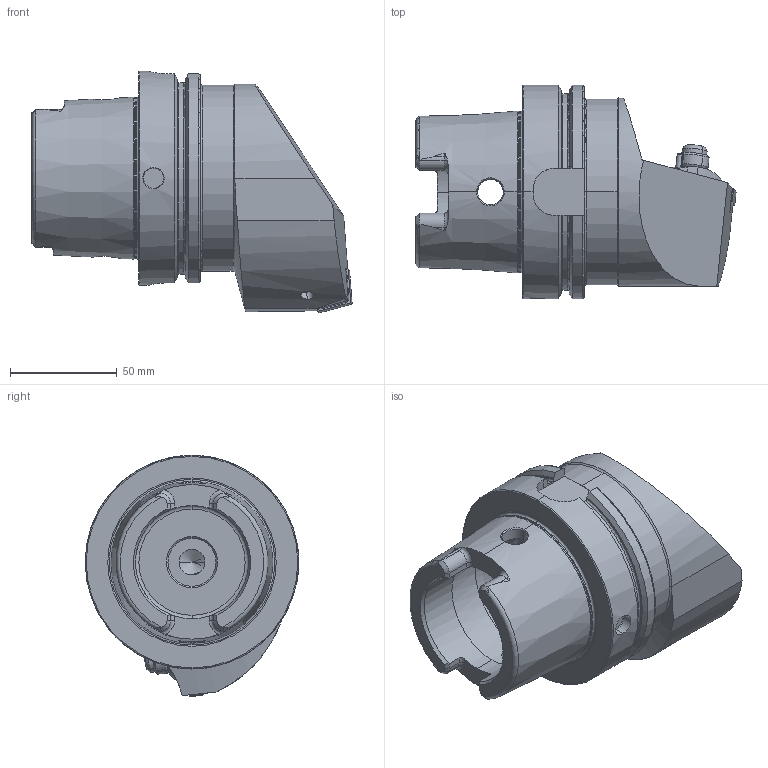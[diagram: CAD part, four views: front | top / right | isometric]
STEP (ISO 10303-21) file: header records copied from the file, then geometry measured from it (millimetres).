
FILE_DESCRIPTION (( 'STEP AP214' ), '1' );
FILE_NAME ('HA0.KCE.RBA.100.STEP', '2022-11-23T14:23:12', ( '' ), ( '' ), 'SwSTEP 2.0', 'SolidWorks 2017', '' );
FILE_SCHEMA (( 'AUTOMOTIVE_DESIGN' ));
Length unit declared in the file: millimetre
Products named in the file (11): WCC-ER5.103.012_A; HA0.KCE.RBA.100; CNMG160604; WCE-ER2.001.012_A; WCC-ER4.103.032_B; WCE-ER2.101.004_A; KVT_MB_600_060; ISO 13337 - 3 x 12_PreviewCfg; HA0-KCE.RBA.100_A_Fertigbearbeitung; WCC-ER3.102.024_C; WCC-ER5.102.005_A
Assembly tree (10 placements, depth 2):
  HA0.KCE.RBA.100
    HA0-KCE.RBA.100_A_Fertigbearbeitung
    KVT_MB_600_060
    WCC-ER5.102.005_A
    WCC-ER5.103.012_A
    WCC-ER4.103.032_B
    WCC-ER3.102.024_C
    ISO 13337 - 3 x 12_PreviewCfg
    WCE-ER2.101.004_A
    WCE-ER2.001.012_A
    CNMG160604
Bounding box: 149.85 x 100 x 112.95 mm (x, y, z)
Volume: 536615.5 mm3; surface area: 74473.6 mm2
Topology: 11 solids, 11 shells, 467 faces, 1169 edges, 710 vertices
Faces by surface type: cylinder 153, plane 123, cone 111, torus 62, bspline 16, sphere 2
Entity records: 17561 total; most frequent: CARTESIAN_POINT 4913, DIRECTION 2310, ORIENTED_EDGE 2296, EDGE_CURVE 1148, AXIS2_PLACEMENT_3D 929, VERTEX_POINT 707, EDGE_LOOP 495, ADVANCED_FACE 467
